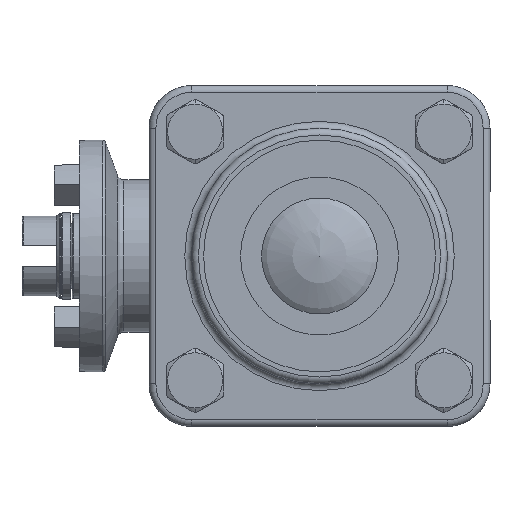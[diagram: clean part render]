
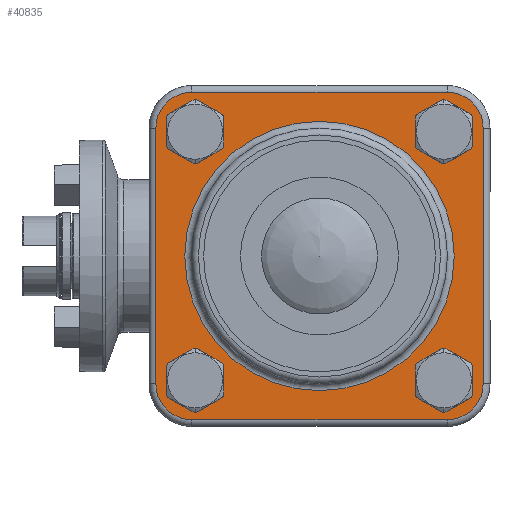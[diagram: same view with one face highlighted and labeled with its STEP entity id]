
A CAD part, left-side view. The second image highlights one B-rep face of the part: STEP entity #40835.
In plain terms, the highlighted face is planar.
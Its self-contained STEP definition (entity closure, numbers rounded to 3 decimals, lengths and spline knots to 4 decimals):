
#2761=FACE_BOUND('',#14871,.T.);
#2762=FACE_BOUND('',#14872,.T.);
#2763=FACE_BOUND('',#14873,.T.);
#2764=FACE_BOUND('',#14874,.T.);
#2765=FACE_BOUND('',#14875,.T.);
#3057=PLANE('',#43971);
#4422=LINE('',#57526,#8325);
#4423=LINE('',#57530,#8326);
#4424=LINE('',#57534,#8327);
#4425=LINE('',#57538,#8328);
#8325=VECTOR('',#47204,0.3937);
#8326=VECTOR('',#47207,0.3937);
#8327=VECTOR('',#47210,0.3937);
#8328=VECTOR('',#47213,0.3937);
#12483=FACE_OUTER_BOUND('',#14870,.T.);
#14870=EDGE_LOOP('',(#29586,#29587,#29588,#29589,#29590,#29591,#29592,#29593));
#14871=EDGE_LOOP('',(#29594,#29595));
#14872=EDGE_LOOP('',(#29596,#29597));
#14873=EDGE_LOOP('',(#29598,#29599));
#14874=EDGE_LOOP('',(#29600,#29601));
#14875=EDGE_LOOP('',(#29602));
#17598=CIRCLE('',#43970,1.185);
#17599=CIRCLE('',#43972,0.315);
#17600=CIRCLE('',#43973,0.315);
#17601=CIRCLE('',#43974,0.315);
#17602=CIRCLE('',#43975,0.315);
#17603=CIRCLE('',#43976,0.175);
#17604=CIRCLE('',#43977,0.175);
#17605=CIRCLE('',#43978,0.175);
#17606=CIRCLE('',#43979,0.175);
#17607=CIRCLE('',#43980,0.175);
#17608=CIRCLE('',#43981,0.175);
#17609=CIRCLE('',#43982,0.175);
#17610=CIRCLE('',#43983,0.175);
#18352=VERTEX_POINT('',#57520);
#18353=VERTEX_POINT('',#57524);
#18354=VERTEX_POINT('',#57525);
#18355=VERTEX_POINT('',#57527);
#18356=VERTEX_POINT('',#57529);
#18357=VERTEX_POINT('',#57531);
#18358=VERTEX_POINT('',#57533);
#18359=VERTEX_POINT('',#57535);
#18360=VERTEX_POINT('',#57537);
#18361=VERTEX_POINT('',#57540);
#18362=VERTEX_POINT('',#57541);
#18363=VERTEX_POINT('',#57544);
#18364=VERTEX_POINT('',#57545);
#18365=VERTEX_POINT('',#57548);
#18366=VERTEX_POINT('',#57549);
#18367=VERTEX_POINT('',#57552);
#18368=VERTEX_POINT('',#57553);
#22673=EDGE_CURVE('',#18352,#18352,#17598,.T.);
#22674=EDGE_CURVE('',#18353,#18354,#4422,.T.);
#22675=EDGE_CURVE('',#18355,#18353,#17599,.T.);
#22676=EDGE_CURVE('',#18356,#18355,#4423,.T.);
#22677=EDGE_CURVE('',#18357,#18356,#17600,.T.);
#22678=EDGE_CURVE('',#18358,#18357,#4424,.T.);
#22679=EDGE_CURVE('',#18359,#18358,#17601,.T.);
#22680=EDGE_CURVE('',#18360,#18359,#4425,.T.);
#22681=EDGE_CURVE('',#18354,#18360,#17602,.T.);
#22682=EDGE_CURVE('',#18361,#18362,#17603,.T.);
#22683=EDGE_CURVE('',#18362,#18361,#17604,.T.);
#22684=EDGE_CURVE('',#18363,#18364,#17605,.T.);
#22685=EDGE_CURVE('',#18364,#18363,#17606,.T.);
#22686=EDGE_CURVE('',#18365,#18366,#17607,.T.);
#22687=EDGE_CURVE('',#18366,#18365,#17608,.T.);
#22688=EDGE_CURVE('',#18367,#18368,#17609,.T.);
#22689=EDGE_CURVE('',#18368,#18367,#17610,.T.);
#29586=ORIENTED_EDGE('',*,*,#22674,.F.);
#29587=ORIENTED_EDGE('',*,*,#22675,.F.);
#29588=ORIENTED_EDGE('',*,*,#22676,.F.);
#29589=ORIENTED_EDGE('',*,*,#22677,.F.);
#29590=ORIENTED_EDGE('',*,*,#22678,.F.);
#29591=ORIENTED_EDGE('',*,*,#22679,.F.);
#29592=ORIENTED_EDGE('',*,*,#22680,.F.);
#29593=ORIENTED_EDGE('',*,*,#22681,.F.);
#29594=ORIENTED_EDGE('',*,*,#22682,.T.);
#29595=ORIENTED_EDGE('',*,*,#22683,.T.);
#29596=ORIENTED_EDGE('',*,*,#22684,.T.);
#29597=ORIENTED_EDGE('',*,*,#22685,.T.);
#29598=ORIENTED_EDGE('',*,*,#22686,.T.);
#29599=ORIENTED_EDGE('',*,*,#22687,.T.);
#29600=ORIENTED_EDGE('',*,*,#22688,.T.);
#29601=ORIENTED_EDGE('',*,*,#22689,.T.);
#29602=ORIENTED_EDGE('',*,*,#22673,.F.);
#40835=ADVANCED_FACE('',(#12483,#2761,#2762,#2763,#2764,#2765),#3057,.T.);
#43970=AXIS2_PLACEMENT_3D('',#57522,#47200,#47201);
#43971=AXIS2_PLACEMENT_3D('',#57523,#47202,#47203);
#43972=AXIS2_PLACEMENT_3D('',#57528,#47205,#47206);
#43973=AXIS2_PLACEMENT_3D('',#57532,#47208,#47209);
#43974=AXIS2_PLACEMENT_3D('',#57536,#47211,#47212);
#43975=AXIS2_PLACEMENT_3D('',#57539,#47214,#47215);
#43976=AXIS2_PLACEMENT_3D('',#57542,#47216,#47217);
#43977=AXIS2_PLACEMENT_3D('',#57543,#47218,#47219);
#43978=AXIS2_PLACEMENT_3D('',#57546,#47220,#47221);
#43979=AXIS2_PLACEMENT_3D('',#57547,#47222,#47223);
#43980=AXIS2_PLACEMENT_3D('',#57550,#47224,#47225);
#43981=AXIS2_PLACEMENT_3D('',#57551,#47226,#47227);
#43982=AXIS2_PLACEMENT_3D('',#57554,#47228,#47229);
#43983=AXIS2_PLACEMENT_3D('',#57555,#47230,#47231);
#47200=DIRECTION('center_axis',(0.,0.,1.));
#47201=DIRECTION('ref_axis',(-1.,0.,0.));
#47202=DIRECTION('center_axis',(0.,0.,1.));
#47203=DIRECTION('ref_axis',(1.,0.,0.));
#47204=DIRECTION('',(1.,0.,0.));
#47205=DIRECTION('center_axis',(0.,0.,-1.));
#47206=DIRECTION('ref_axis',(-0.707,0.707,0.));
#47207=DIRECTION('',(0.,1.,0.));
#47208=DIRECTION('center_axis',(0.,0.,-1.));
#47209=DIRECTION('ref_axis',(-0.707,-0.707,0.));
#47210=DIRECTION('',(-1.,0.,0.));
#47211=DIRECTION('center_axis',(0.,0.,-1.));
#47212=DIRECTION('ref_axis',(0.707,-0.707,0.));
#47213=DIRECTION('',(0.,-1.,0.));
#47214=DIRECTION('center_axis',(0.,0.,-1.));
#47215=DIRECTION('ref_axis',(0.707,0.707,0.));
#47216=DIRECTION('center_axis',(0.,0.,-1.));
#47217=DIRECTION('ref_axis',(0.,-1.,0.));
#47218=DIRECTION('center_axis',(0.,0.,-1.));
#47219=DIRECTION('ref_axis',(0.,-1.,0.));
#47220=DIRECTION('center_axis',(0.,0.,-1.));
#47221=DIRECTION('ref_axis',(-1.,0.,0.));
#47222=DIRECTION('center_axis',(0.,0.,-1.));
#47223=DIRECTION('ref_axis',(-1.,0.,0.));
#47224=DIRECTION('center_axis',(0.,0.,-1.));
#47225=DIRECTION('ref_axis',(0.,1.,0.));
#47226=DIRECTION('center_axis',(0.,0.,-1.));
#47227=DIRECTION('ref_axis',(0.,1.,0.));
#47228=DIRECTION('center_axis',(0.,0.,-1.));
#47229=DIRECTION('ref_axis',(1.,0.,0.));
#47230=DIRECTION('center_axis',(0.,0.,-1.));
#47231=DIRECTION('ref_axis',(1.,0.,0.));
#57520=CARTESIAN_POINT('',(1.185,0.,0.59));
#57522=CARTESIAN_POINT('Origin',(0.,0.,0.59));
#57523=CARTESIAN_POINT('Origin',(0.,0.,
0.59));
#57524=CARTESIAN_POINT('',(-1.125,1.44,0.59));
#57525=CARTESIAN_POINT('',(1.125,1.44,0.59));
#57526=CARTESIAN_POINT('',(-0.75,1.44,0.59));
#57527=CARTESIAN_POINT('',(-1.44,1.125,0.59));
#57528=CARTESIAN_POINT('Origin',(-1.125,1.125,0.59));
#57529=CARTESIAN_POINT('',(-1.44,-1.125,0.59));
#57530=CARTESIAN_POINT('',(-1.44,-0.75,0.59));
#57531=CARTESIAN_POINT('',(-1.125,-1.44,0.59));
#57532=CARTESIAN_POINT('Origin',(-1.125,-1.125,0.59));
#57533=CARTESIAN_POINT('',(1.125,-1.44,0.59));
#57534=CARTESIAN_POINT('',(0.75,-1.44,0.59));
#57535=CARTESIAN_POINT('',(1.44,-1.125,0.59));
#57536=CARTESIAN_POINT('Origin',(1.125,-1.125,0.59));
#57537=CARTESIAN_POINT('',(1.44,1.125,0.59));
#57538=CARTESIAN_POINT('',(1.44,0.75,0.59));
#57539=CARTESIAN_POINT('Origin',(1.125,1.125,0.59));
#57540=CARTESIAN_POINT('',(1.094,0.919,0.59));
#57541=CARTESIAN_POINT('',(1.094,1.269,0.59));
#57542=CARTESIAN_POINT('Origin',(1.094,1.094,0.59));
#57543=CARTESIAN_POINT('Origin',(1.094,1.094,0.59));
#57544=CARTESIAN_POINT('',(0.919,-1.094,0.59));
#57545=CARTESIAN_POINT('',(1.269,-1.094,0.59));
#57546=CARTESIAN_POINT('Origin',(1.094,-1.094,0.59));
#57547=CARTESIAN_POINT('Origin',(1.094,-1.094,0.59));
#57548=CARTESIAN_POINT('',(-1.094,-0.919,0.59));
#57549=CARTESIAN_POINT('',(-1.094,-1.269,0.59));
#57550=CARTESIAN_POINT('Origin',(-1.094,-1.094,0.59));
#57551=CARTESIAN_POINT('Origin',(-1.094,-1.094,0.59));
#57552=CARTESIAN_POINT('',(-0.919,1.094,0.59));
#57553=CARTESIAN_POINT('',(-1.269,1.094,0.59));
#57554=CARTESIAN_POINT('Origin',(-1.094,1.094,0.59));
#57555=CARTESIAN_POINT('Origin',(-1.094,1.094,0.59));
